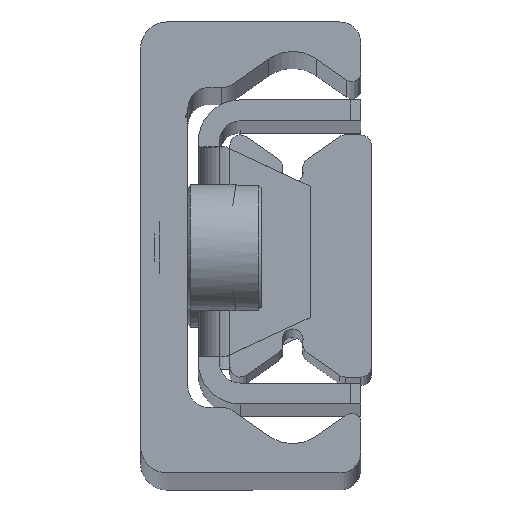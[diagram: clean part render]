
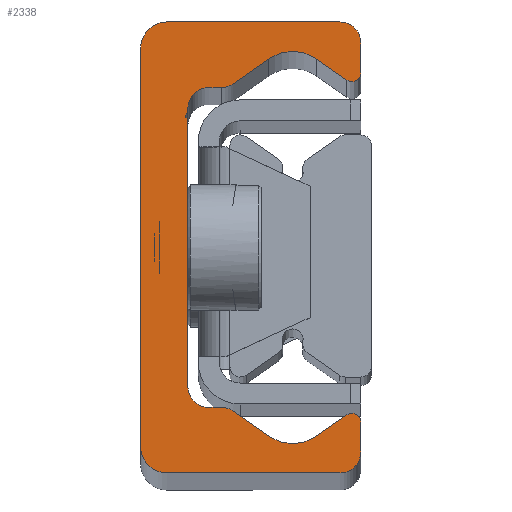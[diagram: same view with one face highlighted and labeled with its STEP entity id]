
A CAD part, top view. The second image highlights one B-rep face of the part: STEP entity #2338.
In plain terms, the highlighted planar face has unit normal (0, 0, 1).
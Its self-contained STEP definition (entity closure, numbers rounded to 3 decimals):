
#1290=CARTESIAN_POINT('',(2.499,-21.5,930.0));
#1291=VERTEX_POINT('',#1290);
#1292=CARTESIAN_POINT('',(-0.001,-19.0,930.0));
#1293=VERTEX_POINT('',#1292);
#1294=CARTESIAN_POINT('',(2.499,-19.0,930.0));
#1295=DIRECTION('',(0.0,0.0,-1.0));
#1296=DIRECTION('',(-1.0,0.0,0.0));
#1297=AXIS2_PLACEMENT_3D('',#1294,#1295,#1296);
#1298=CIRCLE('',#1297,2.5);
#1299=EDGE_CURVE('',#1291,#1293,#1298,.T.);
#1332=CARTESIAN_POINT('',(-0.001,19.0,930.0));
#1333=VERTEX_POINT('',#1332);
#1334=CARTESIAN_POINT('',(-0.001,-19.0,930.0));
#1335=DIRECTION('',(0.0,1.0,0.0));
#1336=VECTOR('',#1335,38.0);
#1337=LINE('',#1334,#1336);
#1338=EDGE_CURVE('',#1293,#1333,#1337,.T.);
#1405=CARTESIAN_POINT('',(2.499,21.5,930.0));
#1406=VERTEX_POINT('',#1405);
#1407=CARTESIAN_POINT('',(2.499,19.0,930.0));
#1408=DIRECTION('',(0.0,0.0,-1.0));
#1409=DIRECTION('',(0.0,1.0,0.0));
#1410=AXIS2_PLACEMENT_3D('',#1407,#1408,#1409);
#1411=CIRCLE('',#1410,2.5);
#1412=EDGE_CURVE('',#1333,#1406,#1411,.T.);
#1438=CARTESIAN_POINT('',(18.999,21.5,930.0));
#1439=VERTEX_POINT('',#1438);
#1440=CARTESIAN_POINT('',(2.499,21.5,930.0));
#1441=DIRECTION('',(1.0,0.0,0.0));
#1442=VECTOR('',#1441,16.5);
#1443=LINE('',#1440,#1442);
#1444=EDGE_CURVE('',#1406,#1439,#1443,.T.);
#1469=CARTESIAN_POINT('',(20.999,19.5,930.0));
#1470=VERTEX_POINT('',#1469);
#1471=CARTESIAN_POINT('',(18.999,19.5,930.0));
#1472=DIRECTION('',(0.0,0.0,-1.0));
#1473=DIRECTION('',(1.0,0.0,0.0));
#1474=AXIS2_PLACEMENT_3D('',#1471,#1472,#1473);
#1475=CIRCLE('',#1474,2.);
#1476=EDGE_CURVE('',#1439,#1470,#1475,.T.);
#1502=CARTESIAN_POINT('',(20.999,16.65,930.0));
#1503=VERTEX_POINT('',#1502);
#1504=CARTESIAN_POINT('',(20.999,19.5,930.0));
#1505=DIRECTION('',(0.0,-1.0,0.0));
#1506=VECTOR('',#1505,2.85);
#1507=LINE('',#1504,#1506);
#1508=EDGE_CURVE('',#1470,#1503,#1507,.T.);
#1533=CARTESIAN_POINT('',(19.662,15.953,930.0));
#1534=VERTEX_POINT('',#1533);
#1535=CARTESIAN_POINT('',(20.149,16.65,930.0));
#1536=DIRECTION('',(0.0,0.0,-1.));
#1537=DIRECTION('',(-0.574,-0.819,0.0));
#1538=AXIS2_PLACEMENT_3D('',#1535,#1536,#1537);
#1539=CIRCLE('',#1538,0.85);
#1540=EDGE_CURVE('',#1503,#1534,#1539,.T.);
#1566=CARTESIAN_POINT('',(16.794,17.962,930.0));
#1567=VERTEX_POINT('',#1566);
#1568=CARTESIAN_POINT('',(19.662,15.953,930.0));
#1569=DIRECTION('',(-0.819,0.574,0.0));
#1570=VECTOR('',#1569,3.501);
#1571=LINE('',#1568,#1570);
#1572=EDGE_CURVE('',#1534,#1567,#1571,.T.);
#1597=CARTESIAN_POINT('',(12.205,17.962,930.0));
#1598=VERTEX_POINT('',#1597);
#1599=CARTESIAN_POINT('',(14.499,14.685,930.0));
#1600=DIRECTION('',(0.0,0.0,1.0));
#1601=DIRECTION('',(-0.574,-0.819,0.0));
#1602=AXIS2_PLACEMENT_3D('',#1599,#1600,#1601);
#1603=CIRCLE('',#1602,4.0);
#1604=EDGE_CURVE('',#1567,#1598,#1603,.T.);
#1630=CARTESIAN_POINT('',(8.849,15.612,930.0));
#1631=VERTEX_POINT('',#1630);
#1632=CARTESIAN_POINT('',(12.205,17.962,930.0));
#1633=DIRECTION('',(-0.819,-0.574,0.0));
#1634=VECTOR('',#1633,4.097);
#1635=LINE('',#1632,#1634);
#1636=EDGE_CURVE('',#1598,#1631,#1635,.T.);
#1661=CARTESIAN_POINT('',(7.702,15.25,930.0));
#1662=VERTEX_POINT('',#1661);
#1663=CARTESIAN_POINT('',(7.702,17.25,930.0));
#1664=DIRECTION('',(0.0,0.0,-1.0));
#1665=DIRECTION('',(0.0,-1.0,0.0));
#1666=AXIS2_PLACEMENT_3D('',#1663,#1664,#1665);
#1667=CIRCLE('',#1666,2.0);
#1668=EDGE_CURVE('',#1631,#1662,#1667,.T.);
#1694=CARTESIAN_POINT('',(6.499,15.25,930.0));
#1695=VERTEX_POINT('',#1694);
#1696=CARTESIAN_POINT('',(7.702,15.25,930.0));
#1697=DIRECTION('',(-1.0,0.0,0.0));
#1698=VECTOR('',#1697,1.203);
#1699=LINE('',#1696,#1698);
#1700=EDGE_CURVE('',#1662,#1695,#1699,.T.);
#1725=CARTESIAN_POINT('',(4.499,13.25,930.0));
#1726=VERTEX_POINT('',#1725);
#1727=CARTESIAN_POINT('',(6.499,13.25,930.0));
#1728=DIRECTION('',(0.0,0.0,1.0));
#1729=DIRECTION('',(0.0,-1.0,0.0));
#1730=AXIS2_PLACEMENT_3D('',#1727,#1728,#1729);
#1731=CIRCLE('',#1730,2.0);
#1732=EDGE_CURVE('',#1695,#1726,#1731,.T.);
#1758=CARTESIAN_POINT('',(4.499,12.861,930.0));
#1759=VERTEX_POINT('',#1758);
#1760=CARTESIAN_POINT('',(4.499,13.25,930.0));
#1761=DIRECTION('',(0.0,-1.0,0.0));
#1762=VECTOR('',#1761,0.389);
#1763=LINE('',#1760,#1762);
#1764=EDGE_CURVE('',#1726,#1759,#1763,.T.);
#1789=CARTESIAN_POINT('',(4.411,12.734,930.0));
#1790=VERTEX_POINT('',#1789);
#1791=CARTESIAN_POINT('',(4.363,12.861,930.0));
#1792=DIRECTION('',(0.0,0.0,-1.0));
#1793=DIRECTION('',(0.353,-0.936,0.0));
#1794=AXIS2_PLACEMENT_3D('',#1791,#1792,#1793);
#1795=CIRCLE('',#1794,0.136);
#1796=EDGE_CURVE('',#1759,#1790,#1795,.T.);
#1822=CARTESIAN_POINT('',(4.422,12.262,930.0));
#1823=VERTEX_POINT('',#1822);
#1824=CARTESIAN_POINT('',(4.499,12.5,930.0));
#1825=DIRECTION('',(0.0,0.0,1.0));
#1826=DIRECTION('',(0.353,-0.936,0.0));
#1827=AXIS2_PLACEMENT_3D('',#1824,#1825,#1826);
#1828=CIRCLE('',#1827,0.25);
#1829=EDGE_CURVE('',#1790,#1823,#1828,.T.);
#1855=CARTESIAN_POINT('',(4.499,12.156,930.0));
#1856=VERTEX_POINT('',#1855);
#1857=CARTESIAN_POINT('',(4.387,12.156,930.0));
#1858=DIRECTION('',(0.0,0.0,-1.0));
#1859=DIRECTION('',(1.0,0.0,0.0));
#1860=AXIS2_PLACEMENT_3D('',#1857,#1858,#1859);
#1861=CIRCLE('',#1860,0.112);
#1862=EDGE_CURVE('',#1823,#1856,#1861,.T.);
#1888=CARTESIAN_POINT('',(4.499,-13.25,930.0));
#1889=VERTEX_POINT('',#1888);
#1890=CARTESIAN_POINT('',(4.499,12.156,930.0));
#1891=DIRECTION('',(0.0,-1.0,0.0));
#1892=VECTOR('',#1891,25.406);
#1893=LINE('',#1890,#1892);
#1894=EDGE_CURVE('',#1856,#1889,#1893,.T.);
#1961=CARTESIAN_POINT('',(6.499,-15.25,930.0));
#1962=VERTEX_POINT('',#1961);
#1963=CARTESIAN_POINT('',(6.499,-13.25,930.0));
#1964=DIRECTION('',(0.0,0.0,1.0));
#1965=DIRECTION('',(1.0,0.0,0.0));
#1966=AXIS2_PLACEMENT_3D('',#1963,#1964,#1965);
#1967=CIRCLE('',#1966,2.0);
#1968=EDGE_CURVE('',#1889,#1962,#1967,.T.);
#1994=CARTESIAN_POINT('',(7.702,-15.25,930.0));
#1995=VERTEX_POINT('',#1994);
#1996=CARTESIAN_POINT('',(6.499,-15.25,930.0));
#1997=DIRECTION('',(1.0,0.0,0.0));
#1998=VECTOR('',#1997,1.203);
#1999=LINE('',#1996,#1998);
#2000=EDGE_CURVE('',#1962,#1995,#1999,.T.);
#2025=CARTESIAN_POINT('',(8.849,-15.612,930.0));
#2026=VERTEX_POINT('',#2025);
#2027=CARTESIAN_POINT('',(7.702,-17.25,930.0));
#2028=DIRECTION('',(0.0,0.0,-1.));
#2029=DIRECTION('',(0.574,0.819,0.0));
#2030=AXIS2_PLACEMENT_3D('',#2027,#2028,#2029);
#2031=CIRCLE('',#2030,2.0);
#2032=EDGE_CURVE('',#1995,#2026,#2031,.T.);
#2058=CARTESIAN_POINT('',(12.205,-17.962,930.0));
#2059=VERTEX_POINT('',#2058);
#2060=CARTESIAN_POINT('',(8.849,-15.612,930.0));
#2061=DIRECTION('',(0.819,-0.574,0.0));
#2062=VECTOR('',#2061,4.097);
#2063=LINE('',#2060,#2062);
#2064=EDGE_CURVE('',#2026,#2059,#2063,.T.);
#2089=CARTESIAN_POINT('',(16.794,-17.962,930.0));
#2090=VERTEX_POINT('',#2089);
#2091=CARTESIAN_POINT('',(14.499,-14.685,930.0));
#2092=DIRECTION('',(0.0,0.0,1.0));
#2093=DIRECTION('',(0.574,0.819,0.0));
#2094=AXIS2_PLACEMENT_3D('',#2091,#2092,#2093);
#2095=CIRCLE('',#2094,4.0);
#2096=EDGE_CURVE('',#2059,#2090,#2095,.T.);
#2122=CARTESIAN_POINT('',(19.662,-15.953,930.0));
#2123=VERTEX_POINT('',#2122);
#2124=CARTESIAN_POINT('',(16.794,-17.962,930.0));
#2125=DIRECTION('',(0.819,0.574,0.0));
#2126=VECTOR('',#2125,3.501);
#2127=LINE('',#2124,#2126);
#2128=EDGE_CURVE('',#2090,#2123,#2127,.T.);
#2153=CARTESIAN_POINT('',(20.999,-16.65,930.0));
#2154=VERTEX_POINT('',#2153);
#2155=CARTESIAN_POINT('',(20.149,-16.65,930.0));
#2156=DIRECTION('',(0.0,0.0,-1.0));
#2157=DIRECTION('',(1.0,0.0,0.0));
#2158=AXIS2_PLACEMENT_3D('',#2155,#2156,#2157);
#2159=CIRCLE('',#2158,0.85);
#2160=EDGE_CURVE('',#2123,#2154,#2159,.T.);
#2186=CARTESIAN_POINT('',(20.999,-19.5,930.0));
#2187=VERTEX_POINT('',#2186);
#2188=CARTESIAN_POINT('',(20.999,-16.65,930.0));
#2189=DIRECTION('',(0.0,-1.0,0.0));
#2190=VECTOR('',#2189,2.85);
#2191=LINE('',#2188,#2190);
#2192=EDGE_CURVE('',#2154,#2187,#2191,.T.);
#2217=CARTESIAN_POINT('',(18.999,-21.5,930.0));
#2218=VERTEX_POINT('',#2217);
#2219=CARTESIAN_POINT('',(18.999,-19.5,930.0));
#2220=DIRECTION('',(0.0,0.0,-1.0));
#2221=DIRECTION('',(0.0,-1.0,0.0));
#2222=AXIS2_PLACEMENT_3D('',#2219,#2220,#2221);
#2223=CIRCLE('',#2222,2.);
#2224=EDGE_CURVE('',#2187,#2218,#2223,.T.);
#2250=CARTESIAN_POINT('',(18.999,-21.5,930.0));
#2251=DIRECTION('',(-1.0,0.0,0.0));
#2252=VECTOR('',#2251,16.5);
#2253=LINE('',#2250,#2252);
#2254=EDGE_CURVE('',#2218,#1291,#2253,.T.);
#2303=CARTESIAN_POINT('',(7.822,0.017,930.0));
#2304=DIRECTION('',(0.0,0.0,1.0));
#2305=DIRECTION('',(1.0,0.0,0.0));
#2306=AXIS2_PLACEMENT_3D('',#2303,#2304,#2305);
#2307=PLANE('',#2306);
#2308=ORIENTED_EDGE('',*,*,#1299,.F.);
#2309=ORIENTED_EDGE('',*,*,#2254,.F.);
#2310=ORIENTED_EDGE('',*,*,#2224,.F.);
#2311=ORIENTED_EDGE('',*,*,#2192,.F.);
#2312=ORIENTED_EDGE('',*,*,#2160,.F.);
#2313=ORIENTED_EDGE('',*,*,#2128,.F.);
#2314=ORIENTED_EDGE('',*,*,#2096,.F.);
#2315=ORIENTED_EDGE('',*,*,#2064,.F.);
#2316=ORIENTED_EDGE('',*,*,#2032,.F.);
#2317=ORIENTED_EDGE('',*,*,#2000,.F.);
#2318=ORIENTED_EDGE('',*,*,#1968,.F.);
#2319=ORIENTED_EDGE('',*,*,#1894,.F.);
#2320=ORIENTED_EDGE('',*,*,#1862,.F.);
#2321=ORIENTED_EDGE('',*,*,#1829,.F.);
#2322=ORIENTED_EDGE('',*,*,#1796,.F.);
#2323=ORIENTED_EDGE('',*,*,#1764,.F.);
#2324=ORIENTED_EDGE('',*,*,#1732,.F.);
#2325=ORIENTED_EDGE('',*,*,#1700,.F.);
#2326=ORIENTED_EDGE('',*,*,#1668,.F.);
#2327=ORIENTED_EDGE('',*,*,#1636,.F.);
#2328=ORIENTED_EDGE('',*,*,#1604,.F.);
#2329=ORIENTED_EDGE('',*,*,#1572,.F.);
#2330=ORIENTED_EDGE('',*,*,#1540,.F.);
#2331=ORIENTED_EDGE('',*,*,#1508,.F.);
#2332=ORIENTED_EDGE('',*,*,#1476,.F.);
#2333=ORIENTED_EDGE('',*,*,#1444,.F.);
#2334=ORIENTED_EDGE('',*,*,#1412,.F.);
#2335=ORIENTED_EDGE('',*,*,#1338,.F.);
#2336=EDGE_LOOP('',(#2308,#2309,#2310,#2311,#2312,#2313,#2314,#2315,#2316,#2317,#2318,#2319,#2320,#2321,#2322,#2323,#2324,#2325,#2326,#2327,#2328,#2329,#2330,#2331,#2332,#2333,#2334,#2335));
#2337=FACE_OUTER_BOUND('',#2336,.T.);
#2338=ADVANCED_FACE('',(#2337),#2307,.T.);
